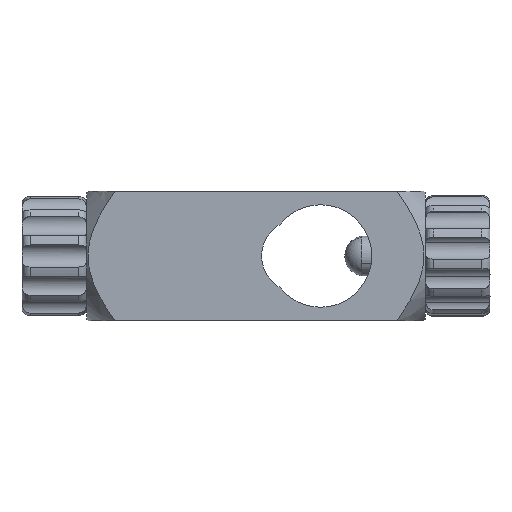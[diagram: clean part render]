
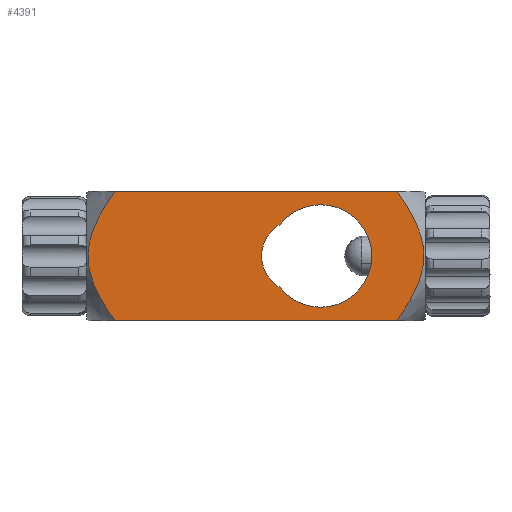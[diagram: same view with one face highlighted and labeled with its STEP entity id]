
A CAD part, front view. The second image highlights one B-rep face of the part: STEP entity #4391.
In plain terms, the highlighted planar face has unit normal (0, -1, 0).
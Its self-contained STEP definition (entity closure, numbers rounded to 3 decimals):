
#132 = CARTESIAN_POINT ( 'NONE',  ( 8., -8., 0. ) ) ;
#198 = CARTESIAN_POINT ( 'NONE',  ( 17.92, -8., 7.405 ) ) ;
#217 = CARTESIAN_POINT ( 'NONE',  ( 20.337, -8., -2.887 ) ) ;
#281 = VERTEX_POINT ( 'NONE', #908 ) ;
#393 = CIRCLE ( 'NONE', #3890, 6.35 ) ;
#411 = CARTESIAN_POINT ( 'NONE',  ( -20.426, -8., 2.545 ) ) ;
#430 = CARTESIAN_POINT ( 'NONE',  ( -20.613, -8., 1.836 ) ) ;
#507 = EDGE_LOOP ( 'NONE', ( #3463, #3340, #1788, #4261 ) ) ;
#538 = AXIS2_PLACEMENT_3D ( 'NONE', #4014, #2173, #1740 ) ;
#623 = CARTESIAN_POINT ( 'NONE',  ( -17.5, -8., 8. ) ) ;
#638 = CARTESIAN_POINT ( 'NONE',  ( 20.813, -8., 0.373 ) ) ;
#754 = EDGE_CURVE ( 'NONE', #5499, #2186, #4563, .T. ) ;
#784 = AXIS2_PLACEMENT_3D ( 'NONE', #5428, #3659, #5001 ) ;
#854 = CARTESIAN_POINT ( 'NONE',  ( -19.084, -8., 5.559 ) ) ;
#871 = VERTEX_POINT ( 'NONE', #5400 ) ;
#881 = CARTESIAN_POINT ( 'NONE',  ( 17.5, -8., 8. ) ) ;
#886 = CARTESIAN_POINT ( 'NONE',  ( -18.33, -8., -6.794 ) ) ;
#892 = FACE_OUTER_BOUND ( 'NONE', #2541, .T. ) ;
#908 = CARTESIAN_POINT ( 'NONE',  ( -17.5, -8., -8. ) ) ;
#985 = LINE ( 'NONE', #3646, #4485 ) ;
#992 = VECTOR ( 'NONE', #1989, 1000. ) ;
#1001 = DIRECTION ( 'NONE',  ( -1., 0., 0. ) ) ;
#1063 = CARTESIAN_POINT ( 'NONE',  ( 20.691, -8., -1.451 ) ) ;
#1134 = CARTESIAN_POINT ( 'NONE',  ( 17.922, -8., -7.403 ) ) ;
#1222 = DIRECTION ( 'NONE',  ( 0., 0., 1. ) ) ;
#1290 = CARTESIAN_POINT ( 'NONE',  ( -19.454, -8., -4.895 ) ) ;
#1434 = AXIS2_PLACEMENT_3D ( 'NONE', #3650, #2746, #2309 ) ;
#1544 = CARTESIAN_POINT ( 'NONE',  ( 20.073, -8., -3.569 ) ) ;
#1561 = CARTESIAN_POINT ( 'NONE',  ( 20.426, -8., 2.545 ) ) ;
#1579 = CARTESIAN_POINT ( 'NONE',  ( 19.084, -8., 5.559 ) ) ;
#1626 = B_SPLINE_CURVE_WITH_KNOTS ( 'NONE', 3,
 ( #2253, #2218, #4483, #854, #5439, #5401, #4011, #5880, #411, #430, #5378, #2653, #4537, #2670, #4033, #1780, #4946, #4963, #1737, #1290, #3614, #886, #4075, #4520 ),
 .UNSPECIFIED., .F., .F.,
 ( 4, 2, 2, 2, 2, 2, 2, 2, 2, 2, 2, 4 ),
 ( 0.034, 0.036, 0.038, 0.039, 0.041, 0.042, 0.043, 0.044, 0.045, 0.047, 0.049, 0.052 ),
 .UNSPECIFIED. ) ;
#1680 = CIRCLE ( 'NONE', #784, 4.5 ) ;
#1735 = CARTESIAN_POINT ( 'NONE',  ( 8., -8., 0. ) ) ;
#1737 = CARTESIAN_POINT ( 'NONE',  ( -20.073, -8., -3.569 ) ) ;
#1740 = DIRECTION ( 'NONE',  ( 0., 0., 1. ) ) ;
#1780 = CARTESIAN_POINT ( 'NONE',  ( -20.691, -8., -1.451 ) ) ;
#1788 = ORIENTED_EDGE ( 'NONE', *, *, #754, .T. ) ;
#1831 = EDGE_CURVE ( 'NONE', #5143, #1879, #4333, .T. ) ;
#1879 = VERTEX_POINT ( 'NONE', #623 ) ;
#1882 = CARTESIAN_POINT ( 'NONE',  ( 3.016, -8., -3.934 ) ) ;
#1923 = B_SPLINE_CURVE_WITH_KNOTS ( 'NONE', 3,
 ( #2042, #1134, #4710, #5705, #4781, #1544, #217, #4253, #1063, #4306, #5639, #638, #1984, #5172, #3838, #1561, #3400, #2893, #3815, #5247, #1579, #2909, #198, #2004 ),
 .UNSPECIFIED., .F., .F.,
 ( 4, 2, 2, 2, 2, 2, 2, 2, 2, 2, 2, 4 ),
 ( 0.009, 0.011, 0.013, 0.016, 0.017, 0.018, 0.019, 0.02, 0.021, 0.022, 0.024, 0.027 ),
 .UNSPECIFIED. ) ;
#1936 = ORIENTED_EDGE ( 'NONE', *, *, #1831, .T. ) ;
#1984 = CARTESIAN_POINT ( 'NONE',  ( 20.787, -8., 0.744 ) ) ;
#1989 = DIRECTION ( 'NONE',  ( -1., 0., 0. ) ) ;
#2004 = CARTESIAN_POINT ( 'NONE',  ( 17.5, -8., 8. ) ) ;
#2042 = CARTESIAN_POINT ( 'NONE',  ( 17.5, -8., -8. ) ) ;
#2135 = EDGE_CURVE ( 'NONE', #3603, #281, #985, .T. ) ;
#2173 = DIRECTION ( 'NONE',  ( 0., 1., 0. ) ) ;
#2186 = VERTEX_POINT ( 'NONE', #1882 ) ;
#2218 = CARTESIAN_POINT ( 'NONE',  ( -17.92, -8., 7.405 ) ) ;
#2253 = CARTESIAN_POINT ( 'NONE',  ( -17.5, -8., 8. ) ) ;
#2309 = DIRECTION ( 'NONE',  ( 0., 0., 1. ) ) ;
#2541 = EDGE_LOOP ( 'NONE', ( #1936, #4949, #3069, #5129 ) ) ;
#2653 = CARTESIAN_POINT ( 'NONE',  ( -20.787, -8., 0.744 ) ) ;
#2670 = CARTESIAN_POINT ( 'NONE',  ( -20.814, -8., -0.36 ) ) ;
#2746 = DIRECTION ( 'NONE',  ( 0., 1., 0. ) ) ;
#2835 = DIRECTION ( 'NONE',  ( 0., 0., 1. ) ) ;
#2859 = CARTESIAN_POINT ( 'NONE',  ( 8., -8., 6.35 ) ) ;
#2893 = CARTESIAN_POINT ( 'NONE',  ( 20.053, -8., 3.585 ) ) ;
#2909 = CARTESIAN_POINT ( 'NONE',  ( 18.325, -8., 6.801 ) ) ;
#3059 = CARTESIAN_POINT ( 'NONE',  ( 17.5, -8., -8. ) ) ;
#3069 = ORIENTED_EDGE ( 'NONE', *, *, #2135, .F. ) ;
#3334 = VERTEX_POINT ( 'NONE', #2859 ) ;
#3340 = ORIENTED_EDGE ( 'NONE', *, *, #4540, .T. ) ;
#3400 = CARTESIAN_POINT ( 'NONE',  ( 20.312, -8., 2.894 ) ) ;
#3463 = ORIENTED_EDGE ( 'NONE', *, *, #3719, .T. ) ;
#3465 = DIRECTION ( 'NONE',  ( 0., 1., 0. ) ) ;
#3493 = EDGE_CURVE ( 'NONE', #3603, #5143, #1923, .T. ) ;
#3603 = VERTEX_POINT ( 'NONE', #3059 ) ;
#3614 = CARTESIAN_POINT ( 'NONE',  ( -19.096, -8., -5.539 ) ) ;
#3646 = CARTESIAN_POINT ( 'NONE',  ( 21., -8., -8. ) ) ;
#3650 = CARTESIAN_POINT ( 'NONE',  ( 21., -8., 8. ) ) ;
#3659 = DIRECTION ( 'NONE',  ( 0., 1., 0. ) ) ;
#3719 = EDGE_CURVE ( 'NONE', #871, #3334, #5464, .T. ) ;
#3788 = DIRECTION ( 'NONE',  ( 0., 1., 0. ) ) ;
#3815 = CARTESIAN_POINT ( 'NONE',  ( 19.907, -8., 3.926 ) ) ;
#3838 = CARTESIAN_POINT ( 'NONE',  ( 20.613, -8., 1.836 ) ) ;
#3890 = AXIS2_PLACEMENT_3D ( 'NONE', #132, #3788, #2835 ) ;
#4011 = CARTESIAN_POINT ( 'NONE',  ( -20.053, -8., 3.585 ) ) ;
#4014 = CARTESIAN_POINT ( 'NONE',  ( 8., -8., 0. ) ) ;
#4033 = CARTESIAN_POINT ( 'NONE',  ( -20.789, -8., -0.725 ) ) ;
#4075 = CARTESIAN_POINT ( 'NONE',  ( -17.922, -8., -7.403 ) ) ;
#4151 = PLANE ( 'NONE',  #1434 ) ;
#4253 = CARTESIAN_POINT ( 'NONE',  ( 20.618, -8., -1.813 ) ) ;
#4261 = ORIENTED_EDGE ( 'NONE', *, *, #5008, .T. ) ;
#4306 = CARTESIAN_POINT ( 'NONE',  ( 20.789, -8., -0.725 ) ) ;
#4330 = EDGE_CURVE ( 'NONE', #1879, #281, #1626, .T. ) ;
#4333 = LINE ( 'NONE', #4625, #992 ) ;
#4391 = ADVANCED_FACE ( 'NONE', ( #5396, #892 ), #4151, .F. ) ;
#4483 = CARTESIAN_POINT ( 'NONE',  ( -18.325, -8., 6.801 ) ) ;
#4485 = VECTOR ( 'NONE', #1001, 1000. ) ;
#4520 = CARTESIAN_POINT ( 'NONE',  ( -17.5, -8., -8. ) ) ;
#4537 = CARTESIAN_POINT ( 'NONE',  ( -20.813, -8., 0.373 ) ) ;
#4540 = EDGE_CURVE ( 'NONE', #3334, #5499, #393, .T. ) ;
#4563 = CIRCLE ( 'NONE', #5936, 6.35 ) ;
#4625 = CARTESIAN_POINT ( 'NONE',  ( 21., -8., 8. ) ) ;
#4710 = CARTESIAN_POINT ( 'NONE',  ( 18.33, -8., -6.794 ) ) ;
#4781 = CARTESIAN_POINT ( 'NONE',  ( 19.454, -8., -4.895 ) ) ;
#4946 = CARTESIAN_POINT ( 'NONE',  ( -20.618, -8., -1.813 ) ) ;
#4949 = ORIENTED_EDGE ( 'NONE', *, *, #4330, .T. ) ;
#4963 = CARTESIAN_POINT ( 'NONE',  ( -20.337, -8., -2.887 ) ) ;
#5001 = DIRECTION ( 'NONE',  ( 0., 0., 1. ) ) ;
#5008 = EDGE_CURVE ( 'NONE', #2186, #871, #1680, .T. ) ;
#5129 = ORIENTED_EDGE ( 'NONE', *, *, #3493, .T. ) ;
#5143 = VERTEX_POINT ( 'NONE', #881 ) ;
#5172 = CARTESIAN_POINT ( 'NONE',  ( 20.687, -8., 1.476 ) ) ;
#5247 = CARTESIAN_POINT ( 'NONE',  ( 19.439, -8., 4.922 ) ) ;
#5360 = CARTESIAN_POINT ( 'NONE',  ( 8., -8., -6.35 ) ) ;
#5378 = CARTESIAN_POINT ( 'NONE',  ( -20.687, -8., 1.476 ) ) ;
#5396 = FACE_BOUND ( 'NONE', #507, .T. ) ;
#5400 = CARTESIAN_POINT ( 'NONE',  ( 3.016, -8., 3.934 ) ) ;
#5401 = CARTESIAN_POINT ( 'NONE',  ( -19.907, -8., 3.926 ) ) ;
#5428 = CARTESIAN_POINT ( 'NONE',  ( 5.2, -8., 0. ) ) ;
#5439 = CARTESIAN_POINT ( 'NONE',  ( -19.439, -8., 4.922 ) ) ;
#5464 = CIRCLE ( 'NONE', #538, 6.35 ) ;
#5499 = VERTEX_POINT ( 'NONE', #5360 ) ;
#5639 = CARTESIAN_POINT ( 'NONE',  ( 20.814, -8., -0.36 ) ) ;
#5705 = CARTESIAN_POINT ( 'NONE',  ( 19.096, -8., -5.539 ) ) ;
#5880 = CARTESIAN_POINT ( 'NONE',  ( -20.312, -8., 2.894 ) ) ;
#5936 = AXIS2_PLACEMENT_3D ( 'NONE', #1735, #3465, #1222 ) ;
